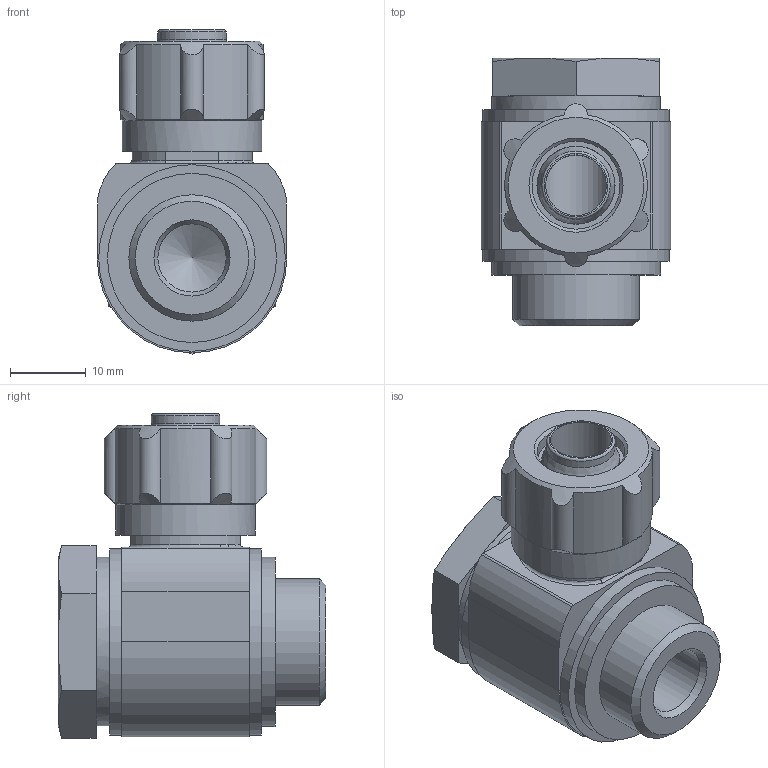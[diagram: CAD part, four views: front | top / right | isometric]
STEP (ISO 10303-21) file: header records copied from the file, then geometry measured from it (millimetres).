
FILE_DESCRIPTION(/* description */ ('STEP AP214'),/* implementation_level */ '2;1');
FILE_NAME(/* name */ '4474_LCK-3_8-PK-9',/* time_stamp */ '2024-08-29T20:20:06+02:00',/* author */ ('License CC BY-ND 4.0'),/* organization */ ('CADENAS'),/* preprocessor_version */ 'ST-DEVELOPER v19.3',/* originating_system */ 'PARTsolutions',/* authorisation */ ' ');
FILE_SCHEMA (('AUTOMOTIVE_DESIGN {1 0 10303 214 3 1 1}'));
Length unit declared in the file: millimetre
Products named in the file (1): 4474 LCK-3/8-PK-9
Bounding box: 25 x 35.3 x 42.8 mm (x, y, z)
Volume: 17104.1 mm3; surface area: 6413.9 mm2
Topology: 1 solids, 1 shells, 83 faces, 191 edges, 118 vertices
Faces by surface type: plane 34, cylinder 32, cone 13, torus 4
Full cylindrical faces by diameter (mm): 8 x1, 9 x2, 10.3 x1, 11.6 x1, 16.662 x1, 18.4 x1, 22.3 x2, 24.6 x2
Entity records: 2293 total; most frequent: CARTESIAN_POINT 521, DIRECTION 372, ORIENTED_EDGE 322, EDGE_CURVE 161, AXIS2_PLACEMENT_3D 156, FACE_BOUND 115, EDGE_LOOP 114, VERTEX_POINT 110
